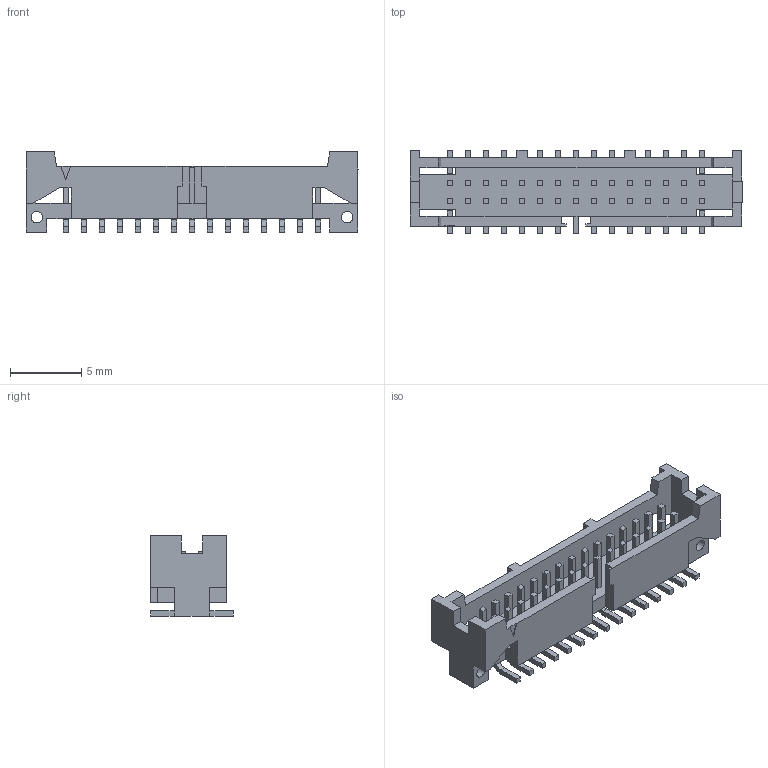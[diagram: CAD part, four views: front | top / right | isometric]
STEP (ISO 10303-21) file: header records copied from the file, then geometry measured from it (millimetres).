
FILE_DESCRIPTION(/* description */ (''),/* implementation_level */ '2;1');
FILE_NAME(/* name */ '78-5110-6136-4.stp',/* time_stamp */ '2013-04-11T09:44:57-05:00',/* author */ (''),/* organization */ (''),/* preprocessor_version */ 'ST-DEVELOPER v11',/* originating_system */ 'SIEMENS PLM Software NX 7.5',/* authorisation */ '');
FILE_SCHEMA (('AUTOMOTIVE_DESIGN { 1 0 10303 214 1 1 1 1 }'));
Length unit declared in the file: inch
Products named in the file (1): 78-5110-6136-4
Bounding box: 23.37 x 5.84 x 5.65 mm (x, y, z)
Volume: 233.5 mm3; surface area: 847.2 mm2
Topology: 1 solids, 1 shells, 671 faces, 1843 edges, 1228 vertices
Faces by surface type: plane 607, cylinder 62, extrusion 2
Full cylindrical faces by diameter (mm): 0.8 x2
Entity records: 21457 total; most frequent: CARTESIAN_POINT 4871, ORIENTED_EDGE 3678, DIRECTION 2969, EDGE_CURVE 1839, VECTOR 1381, LINE 1379, VERTEX_POINT 1226, AXIS2_PLACEMENT_3D 794
